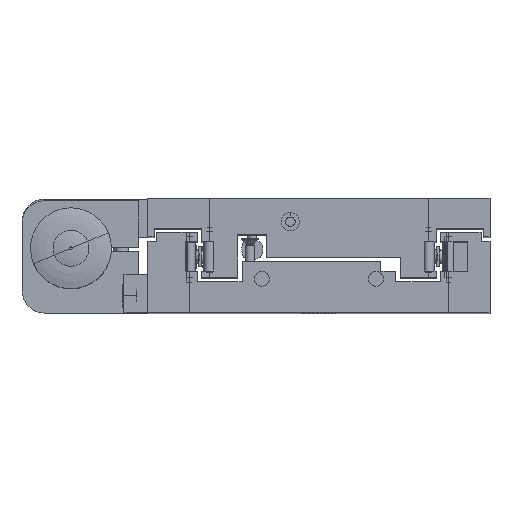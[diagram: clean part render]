
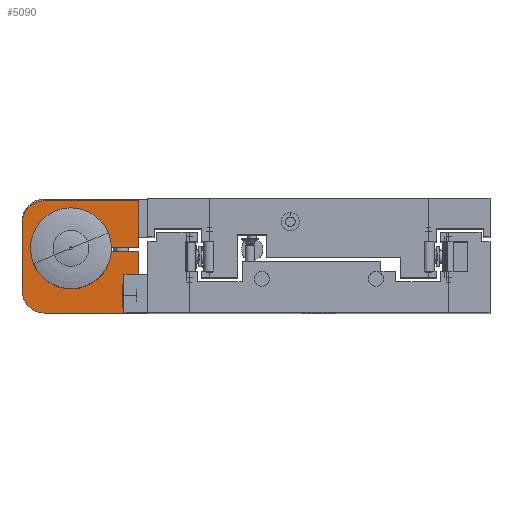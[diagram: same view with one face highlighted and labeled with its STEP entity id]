
A CAD part, top view. The second image highlights one B-rep face of the part: STEP entity #5090.
In plain terms, the highlighted planar face has unit normal (0, 0, 1).
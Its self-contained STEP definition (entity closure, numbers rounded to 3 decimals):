
#98 = EDGE_CURVE ( 'NONE', #17795, #11119, #17925, .T. ) ;
#170 = EDGE_CURVE ( 'NONE', #12072, #12392, #15029, .T. ) ;
#531 = EDGE_CURVE ( 'NONE', #2849, #11506, #14079, .T. ) ;
#688 = CARTESIAN_POINT ( 'NONE',  ( -6.302, 12.564, 10.3 ) ) ;
#827 = VECTOR ( 'NONE', #9436, 1000. ) ;
#1058 = EDGE_CURVE ( 'NONE', #8328, #18651, #18035, .T. ) ;
#1116 = ORIENTED_EDGE ( 'NONE', *, *, #98, .F. ) ;
#1118 = EDGE_CURVE ( 'NONE', #4365, #18842, #4861, .T. ) ;
#1410 = VERTEX_POINT ( 'NONE', #10163 ) ;
#1425 = AXIS2_PLACEMENT_3D ( 'NONE', #16310, #16205, #4267 ) ;
#1442 = CIRCLE ( 'NONE', #3292, 4.775 ) ;
#1463 = AXIS2_PLACEMENT_3D ( 'NONE', #6295, #4762, #18059 ) ;
#1604 = ORIENTED_EDGE ( 'NONE', *, *, #170, .T. ) ;
#1814 = CARTESIAN_POINT ( 'NONE',  ( 14.7, 1.364, 10.3 ) ) ;
#1886 = ORIENTED_EDGE ( 'NONE', *, *, #18130, .T. ) ;
#1910 = CARTESIAN_POINT ( 'NONE',  ( 11.7, -12.436, 10.3 ) ) ;
#2116 = LINE ( 'NONE', #4735, #13152 ) ;
#2647 = CARTESIAN_POINT ( 'NONE',  ( -11.3, 7.7, 10.3 ) ) ;
#2679 = DIRECTION ( 'NONE',  ( 0., 0., -1. ) ) ;
#2849 = VERTEX_POINT ( 'NONE', #16027 ) ;
#2883 = FACE_OUTER_BOUND ( 'NONE', #17862, .T. ) ;
#2971 = CIRCLE ( 'NONE', #1425, 5. ) ;
#2980 = CARTESIAN_POINT ( 'NONE',  ( 9.3, 12.564, 10.3 ) ) ;
#3082 = AXIS2_PLACEMENT_3D ( 'NONE', #10406, #2679, #8773 ) ;
#3185 = VERTEX_POINT ( 'NONE', #6850 ) ;
#3292 = AXIS2_PLACEMENT_3D ( 'NONE', #10882, #10691, #16843 ) ;
#3403 = CARTESIAN_POINT ( 'NONE',  ( -8.6, 1.364, 10.3 ) ) ;
#4267 = DIRECTION ( 'NONE',  ( -1., 0., 0. ) ) ;
#4291 = VERTEX_POINT ( 'NONE', #11010 ) ;
#4365 = VERTEX_POINT ( 'NONE', #12354 ) ;
#4515 = PLANE ( 'NONE',  #3082 ) ;
#4555 = VERTEX_POINT ( 'NONE', #10236 ) ;
#4719 = CARTESIAN_POINT ( 'NONE',  ( -8.6, 1.364, 10.3 ) ) ;
#4735 = CARTESIAN_POINT ( 'NONE',  ( 16.7, -3.836, 10.3 ) ) ;
#4762 = DIRECTION ( 'NONE',  ( 0., 0., 1. ) ) ;
#4800 = VECTOR ( 'NONE', #7844, 1000. ) ;
#4861 = LINE ( 'NONE', #3403, #4800 ) ;
#5049 = CARTESIAN_POINT ( 'NONE',  ( 11.4, -12.436, 10.3 ) ) ;
#5077 = ORIENTED_EDGE ( 'NONE', *, *, #1118, .F. ) ;
#5090 = ADVANCED_FACE ( 'NONE', ( #2883 ), #4515, .F. ) ;
#5094 = DIRECTION ( 'NONE',  ( 0., 0., 1. ) ) ;
#5105 = LINE ( 'NONE', #9463, #16818 ) ;
#5210 = ORIENTED_EDGE ( 'NONE', *, *, #18266, .T. ) ;
#5322 = ORIENTED_EDGE ( 'NONE', *, *, #18747, .T. ) ;
#5335 = LINE ( 'NONE', #5049, #7177 ) ;
#5442 = DIRECTION ( 'NONE',  ( 1., 0., 0. ) ) ;
#5675 = CARTESIAN_POINT ( 'NONE',  ( -6.302, -7.436, 10.3 ) ) ;
#5844 = CARTESIAN_POINT ( 'NONE',  ( -8.6, 1.364, 10.3 ) ) ;
#5855 = CARTESIAN_POINT ( 'NONE',  ( 14.7, -3.836, 10.3 ) ) ;
#5967 = CIRCLE ( 'NONE', #9988, 5. ) ;
#6295 = CARTESIAN_POINT ( 'NONE',  ( -6.302, -7.436, 10.3 ) ) ;
#6383 = ORIENTED_EDGE ( 'NONE', *, *, #11380, .T. ) ;
#6399 = DIRECTION ( 'NONE',  ( 0., -1., 0. ) ) ;
#6421 = DIRECTION ( 'NONE',  ( 0., -1., 0. ) ) ;
#6661 = VERTEX_POINT ( 'NONE', #10590 ) ;
#6691 = EDGE_CURVE ( 'NONE', #11492, #8328, #13653, .T. ) ;
#6735 = DIRECTION ( 'NONE',  ( -1., 0., 0. ) ) ;
#6850 = CARTESIAN_POINT ( 'NONE',  ( 4.358, 2.164, 10.3 ) ) ;
#7051 = LINE ( 'NONE', #12939, #10029 ) ;
#7177 = VECTOR ( 'NONE', #6399, 1000. ) ;
#7471 = ORIENTED_EDGE ( 'NONE', *, *, #18259, .F. ) ;
#7605 = VECTOR ( 'NONE', #11760, 1000. ) ;
#7789 = VERTEX_POINT ( 'NONE', #688 ) ;
#7844 = DIRECTION ( 'NONE',  ( 1., 0., 0. ) ) ;
#8007 = DIRECTION ( 'NONE',  ( -1., 0., 0. ) ) ;
#8106 = DIRECTION ( 'NONE',  ( 1., 0., 0. ) ) ;
#8328 = VERTEX_POINT ( 'NONE', #17695 ) ;
#8773 = DIRECTION ( 'NONE',  ( -1., 0., 0. ) ) ;
#8997 = CARTESIAN_POINT ( 'NONE',  ( -6.302, -12.436, 10.3 ) ) ;
#9436 = DIRECTION ( 'NONE',  ( -1., 0., 0. ) ) ;
#9463 = CARTESIAN_POINT ( 'NONE',  ( -8.6, 2.164, 10.3 ) ) ;
#9800 = CARTESIAN_POINT ( 'NONE',  ( -8.6, 2.164, 10.3 ) ) ;
#9988 = AXIS2_PLACEMENT_3D ( 'NONE', #5675, #18891, #6735 ) ;
#10029 = VECTOR ( 'NONE', #10145, 1000. ) ;
#10145 = DIRECTION ( 'NONE',  ( 0., -1., 0. ) ) ;
#10163 = CARTESIAN_POINT ( 'NONE',  ( -8.6, 2.164, 10.3 ) ) ;
#10236 = CARTESIAN_POINT ( 'NONE',  ( 11.4, -3.836, 10.3 ) ) ;
#10406 = CARTESIAN_POINT ( 'NONE',  ( -6.302, 7.564, 10.3 ) ) ;
#10534 = ORIENTED_EDGE ( 'NONE', *, *, #14364, .T. ) ;
#10590 = CARTESIAN_POINT ( 'NONE',  ( 14.7, -3.836, 10.3 ) ) ;
#10603 = DIRECTION ( 'NONE',  ( 1., 0., 0. ) ) ;
#10691 = DIRECTION ( 'NONE',  ( 0., 0., 1. ) ) ;
#10882 = CARTESIAN_POINT ( 'NONE',  ( -0.4, 1.764, 10.3 ) ) ;
#10977 = VECTOR ( 'NONE', #13762, 1000. ) ;
#11010 = CARTESIAN_POINT ( 'NONE',  ( -5.158, 2.164, 10.3 ) ) ;
#11104 = ORIENTED_EDGE ( 'NONE', *, *, #13346, .F. ) ;
#11119 = VERTEX_POINT ( 'NONE', #11558 ) ;
#11380 = EDGE_CURVE ( 'NONE', #1410, #4291, #18659, .T. ) ;
#11492 = VERTEX_POINT ( 'NONE', #2647 ) ;
#11506 = VERTEX_POINT ( 'NONE', #17393 ) ;
#11558 = CARTESIAN_POINT ( 'NONE',  ( -5.158, 1.364, 10.3 ) ) ;
#11754 = ORIENTED_EDGE ( 'NONE', *, *, #14315, .F. ) ;
#11760 = DIRECTION ( 'NONE',  ( 0., 1., 0. ) ) ;
#12072 = VERTEX_POINT ( 'NONE', #8997 ) ;
#12240 = CARTESIAN_POINT ( 'NONE',  ( -0.4, 1.764, 10.3 ) ) ;
#12354 = CARTESIAN_POINT ( 'NONE',  ( 4.358, 1.364, 10.3 ) ) ;
#12392 = VERTEX_POINT ( 'NONE', #14561 ) ;
#12939 = CARTESIAN_POINT ( 'NONE',  ( -8.6, 2.164, 10.3 ) ) ;
#13053 = ORIENTED_EDGE ( 'NONE', *, *, #1058, .T. ) ;
#13152 = VECTOR ( 'NONE', #8007, 1000. ) ;
#13346 = EDGE_CURVE ( 'NONE', #4555, #12392, #5335, .T. ) ;
#13417 = VECTOR ( 'NONE', #10603, 1000. ) ;
#13653 = LINE ( 'NONE', #18094, #16931 ) ;
#13750 = ORIENTED_EDGE ( 'NONE', *, *, #531, .T. ) ;
#13762 = DIRECTION ( 'NONE',  ( 1., 0., 0. ) ) ;
#14059 = LINE ( 'NONE', #16576, #18603 ) ;
#14079 = LINE ( 'NONE', #5855, #7605 ) ;
#14315 = EDGE_CURVE ( 'NONE', #11119, #4365, #15507, .T. ) ;
#14364 = EDGE_CURVE ( 'NONE', #6661, #18842, #14059, .T. ) ;
#14483 = EDGE_CURVE ( 'NONE', #18651, #12072, #5967, .T. ) ;
#14561 = CARTESIAN_POINT ( 'NONE',  ( 11.4, -12.436, 10.3 ) ) ;
#14908 = AXIS2_PLACEMENT_3D ( 'NONE', #12240, #5094, #18217 ) ;
#15029 = LINE ( 'NONE', #1910, #10977 ) ;
#15310 = DIRECTION ( 'NONE',  ( 0., 1., 0. ) ) ;
#15323 = ORIENTED_EDGE ( 'NONE', *, *, #14483, .T. ) ;
#15476 = EDGE_CURVE ( 'NONE', #1410, #17795, #7051, .T. ) ;
#15507 = CIRCLE ( 'NONE', #14908, 4.775 ) ;
#15606 = ORIENTED_EDGE ( 'NONE', *, *, #15476, .F. ) ;
#16006 = ORIENTED_EDGE ( 'NONE', *, *, #6691, .T. ) ;
#16027 = CARTESIAN_POINT ( 'NONE',  ( 14.7, 2.164, 10.3 ) ) ;
#16205 = DIRECTION ( 'NONE',  ( 0., 0., 1. ) ) ;
#16287 = CARTESIAN_POINT ( 'NONE',  ( -11.302, -7.436, 10.3 ) ) ;
#16310 = CARTESIAN_POINT ( 'NONE',  ( -6.302, 7.564, 10.3 ) ) ;
#16576 = CARTESIAN_POINT ( 'NONE',  ( 14.7, -3.836, 10.3 ) ) ;
#16818 = VECTOR ( 'NONE', #8106, 1000. ) ;
#16843 = DIRECTION ( 'NONE',  ( 1., 0., 0. ) ) ;
#16931 = VECTOR ( 'NONE', #6421, 1000. ) ;
#17393 = CARTESIAN_POINT ( 'NONE',  ( 14.7, 12.564, 10.3 ) ) ;
#17637 = LINE ( 'NONE', #2980, #827 ) ;
#17695 = CARTESIAN_POINT ( 'NONE',  ( -11.3, -7.3, 10.3 ) ) ;
#17795 = VERTEX_POINT ( 'NONE', #5844 ) ;
#17862 = EDGE_LOOP ( 'NONE', ( #18970, #5210, #13750, #5322, #1886, #16006, #13053, #15323, #1604, #11104, #7471, #10534, #5077, #11754, #1116, #15606, #6383 ) ) ;
#17925 = LINE ( 'NONE', #4719, #13417 ) ;
#17936 = VECTOR ( 'NONE', #5442, 1000. ) ;
#18035 = CIRCLE ( 'NONE', #1463, 5. ) ;
#18059 = DIRECTION ( 'NONE',  ( -1., 0., 0. ) ) ;
#18094 = CARTESIAN_POINT ( 'NONE',  ( -11.3, 7.7, 10.3 ) ) ;
#18130 = EDGE_CURVE ( 'NONE', #7789, #11492, #2971, .T. ) ;
#18217 = DIRECTION ( 'NONE',  ( 1., 0., 0. ) ) ;
#18259 = EDGE_CURVE ( 'NONE', #6661, #4555, #2116, .T. ) ;
#18266 = EDGE_CURVE ( 'NONE', #3185, #2849, #5105, .T. ) ;
#18603 = VECTOR ( 'NONE', #15310, 1000. ) ;
#18651 = VERTEX_POINT ( 'NONE', #16287 ) ;
#18659 = LINE ( 'NONE', #9800, #17936 ) ;
#18747 = EDGE_CURVE ( 'NONE', #11506, #7789, #17637, .T. ) ;
#18812 = EDGE_CURVE ( 'NONE', #3185, #4291, #1442, .T. ) ;
#18842 = VERTEX_POINT ( 'NONE', #1814 ) ;
#18891 = DIRECTION ( 'NONE',  ( 0., 0., 1. ) ) ;
#18970 = ORIENTED_EDGE ( 'NONE', *, *, #18812, .F. ) ;
